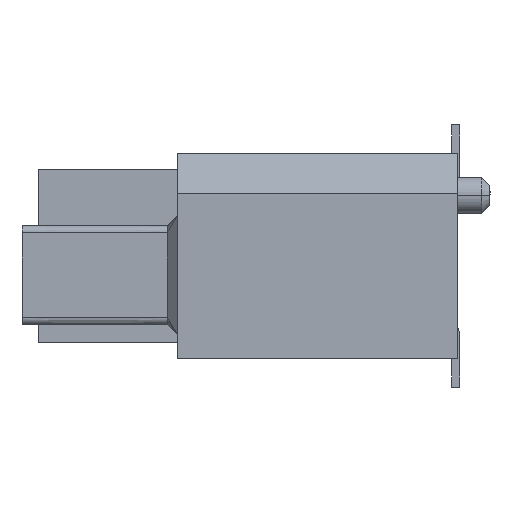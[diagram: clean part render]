
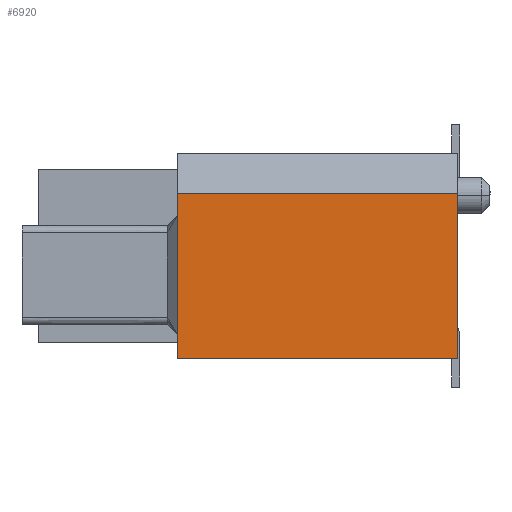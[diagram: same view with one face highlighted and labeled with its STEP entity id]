
A CAD part, left-side view. The second image highlights one B-rep face of the part: STEP entity #6920.
In plain terms, the highlighted planar face has unit normal (-1, 0, 0).
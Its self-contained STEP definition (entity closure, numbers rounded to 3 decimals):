
#6530=CARTESIAN_POINT('',(0.,2.45,-1.775));
#6540=DIRECTION('',(-1.,0.,0.));
#6550=DIRECTION('',(0.,0.,1.));
#6560=AXIS2_PLACEMENT_3D('',#6530,#6540,#6550);
#6570=PLANE('',#6560);
#6580=CARTESIAN_POINT('',(0.,-2.05,1.55));
#6590=DIRECTION('',(0.,1.,0.));
#6600=VECTOR('',#6590,1.);
#6610=LINE('',#6580,#6600);
#6620=CARTESIAN_POINT('',(0.,-2.05,1.55));
#6630=VERTEX_POINT('',#6620);
#6640=CARTESIAN_POINT('',(0.,4.9,1.55));
#6650=VERTEX_POINT('',#6640);
#6660=EDGE_CURVE('',#6630,#6650,#6610,.T.);
#6670=ORIENTED_EDGE('',*,*,#6660,.T.);
#6680=CARTESIAN_POINT('',(0.,-2.05,0.));
#6690=DIRECTION('',(0.,0.,-1.));
#6700=VECTOR('',#6690,1.);
#6710=LINE('',#6680,#6700);
#6720=CARTESIAN_POINT('',(0.,-2.05,-2.55));
#6730=VERTEX_POINT('',#6720);
#6740=EDGE_CURVE('',#6630,#6730,#6710,.T.);
#6750=ORIENTED_EDGE('',*,*,#6740,.F.);
#6760=CARTESIAN_POINT('',(0.,0.,-2.55));
#6770=DIRECTION('',(0.,1.,0.));
#6780=VECTOR('',#6770,1.);
#6790=LINE('',#6760,#6780);
#6800=CARTESIAN_POINT('',(0.,4.9,-2.55));
#6810=VERTEX_POINT('',#6800);
#6820=EDGE_CURVE('',#6730,#6810,#6790,.T.);
#6830=ORIENTED_EDGE('',*,*,#6820,.F.);
#6840=CARTESIAN_POINT('',(0.,4.9,0.));
#6850=DIRECTION('',(0.,0.,-1.));
#6860=VECTOR('',#6850,1.);
#6870=LINE('',#6840,#6860);
#6880=EDGE_CURVE('',#6650,#6810,#6870,.T.);
#6890=ORIENTED_EDGE('',*,*,#6880,.T.);
#6900=EDGE_LOOP('',(#6890,#6830,#6750,#6670));
#6910=FACE_OUTER_BOUND('',#6900,.T.);
#6920=ADVANCED_FACE('',(#6910),#6570,.T.);
